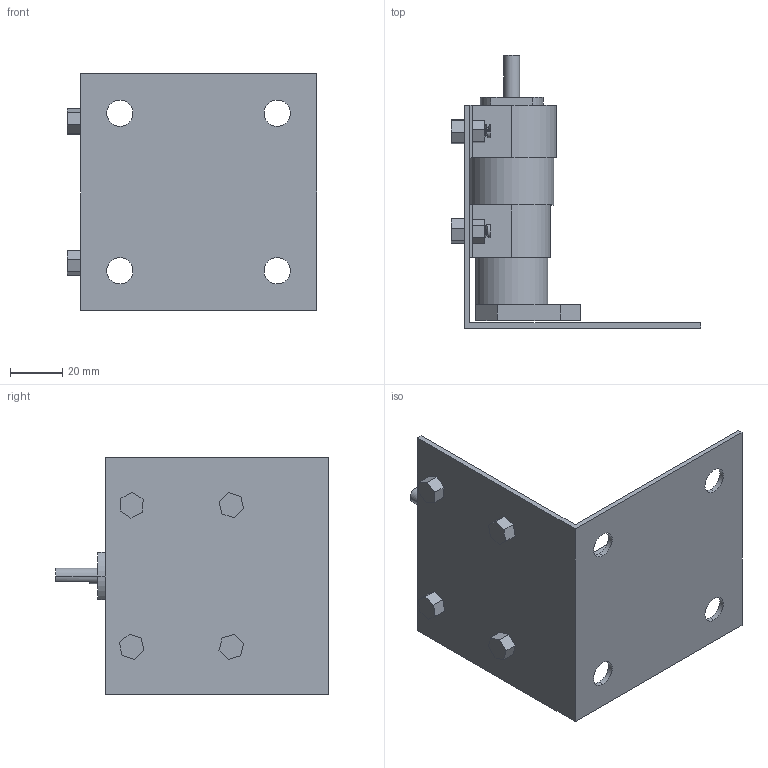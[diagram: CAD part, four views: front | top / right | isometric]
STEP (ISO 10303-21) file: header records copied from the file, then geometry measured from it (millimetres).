
FILE_DESCRIPTION (( 'STEP AP203' ), '1' );
FILE_NAME ('Sprocket Unit S.STEP', '2022-02-24T11:26:54', ( '' ), ( '' ), 'SwSTEP 2.0', 'SolidWorks 2018', '' );
FILE_SCHEMA (( 'CONFIG_CONTROL_DESIGN' ));
Length unit declared in the file: inch
Products named in the file (7): 27.6; M5 Screw; IG-52; 32; M5 Nut; Sprocket Unit S; Motor container(sprocket)
Assembly tree (12 placements, depth 2):
  Sprocket Unit S
    Motor container(sprocket)
    IG-52
    27.6
    32
    M5 Screw  x4
    M5 Nut  x4
Bounding box: 95 x 104 x 90 mm (x, y, z)
Volume: 101256.1 mm3; surface area: 56894 mm2
Topology: 12 solids, 12 shells, 291 faces, 750 edges, 490 vertices
Faces by surface type: cylinder 137, plane 130, bspline 24
Entity records: 6781 total; most frequent: CARTESIAN_POINT 2508, ORIENTED_EDGE 714, DIRECTION 684, EDGE_CURVE 357, VERTEX_POINT 235, AXIS2_PLACEMENT_3D 231, LINE 222, VECTOR 222
